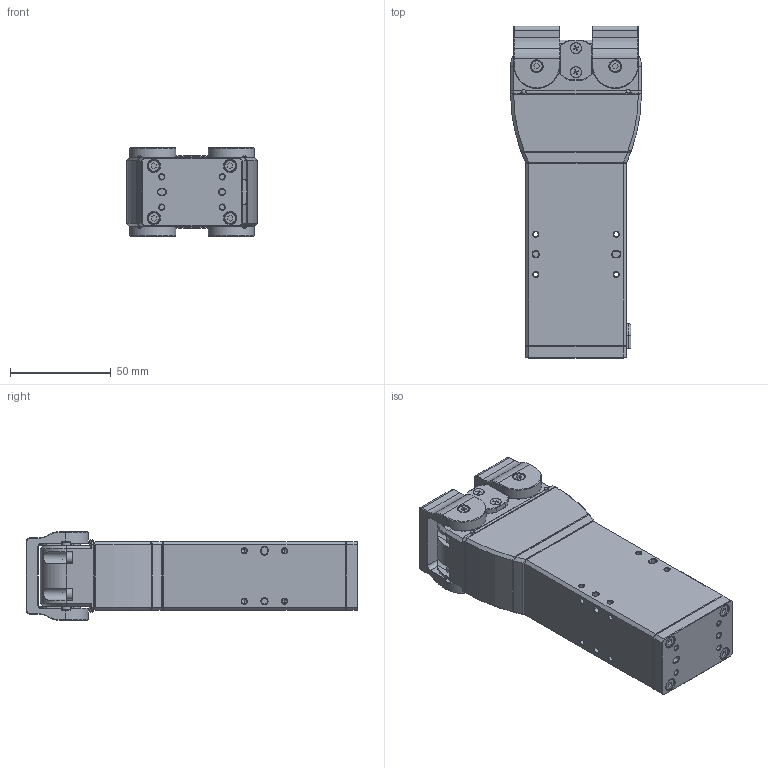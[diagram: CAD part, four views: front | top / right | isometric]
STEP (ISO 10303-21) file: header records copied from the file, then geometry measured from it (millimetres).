
FILE_DESCRIPTION (( 'STEP AP203' ), '1' );
FILE_NAME ('#211202#RM-MGBR-11-180-ITG 唅蛌倰峚倰標蛈.STEP', '2021-12-03T08:53:54', ( 'User' ), ( 'China' ), 'SwSTEP 2.0', 'SolidWorks 2019', '' );
FILE_SCHEMA (( 'CONFIG_CONTROL_DESIGN' ));
Length unit declared in the file: millimetre
Products named in the file (21): 11; GB／T 70．1-2000内六角圆柱头螺钉M3×16(8．8级); 5; 12; GB／T819．2-1986十字槽沉头螺钉22．5×6(8．8级); 6; 13; 15; 7; 14; #211202#RM-MGBR-11-180-ITG 唅蛌倰峚倰標蛈; 1_70mm; 8; GB／T819．2-1986十字槽沉头螺钉22×6(8．8级); 2; 9; GB／T 70．1-2000内六角圆柱头螺钉M2．5×6(8．8级); 3; 10; GB／T 70．1-2000内六角圆柱头螺钉M3×6(8．8级); 4
Assembly tree (60 placements, depth 2):
  #211202#RM-MGBR-11-180-ITG 唅蛌倰峚倰標蛈
    1_70mm
    2
    3
    4  x2
    5
    6
    7
    8  x2
    9  x2
    10  x2
    11  x2
    12
    13  x4
    14
    GB／T819．2-1986十字槽沉头螺钉22×6(8．8级)  x8
    GB／T 70．1-2000内六角圆柱头螺钉M2．5×6(8．8级)  x4
    GB／T 70．1-2000内六角圆柱头螺钉M3×6(8．8级)  x8
    GB／T 70．1-2000内六角圆柱头螺钉M3×16(8．8级)  x8
    GB／T819．2-1986十字槽沉头螺钉22．5×6(8．8级)  x8
    15  x2
Bounding box: 65 x 165 x 44 mm (x, y, z)
Volume: 124424.6 mm3; surface area: 89055.3 mm2
Topology: 60 solids, 60 shells, 2380 faces, 5361 edges, 3163 vertices
Faces by surface type: plane 988, cylinder 646, cone 576, torus 136, bspline 30, sphere 4
Entity records: 43919 total; most frequent: CARTESIAN_POINT 8542, DIRECTION 7051, ORIENTED_EDGE 6380, EDGE_CURVE 3190, AXIS2_PLACEMENT_3D 2650, VERTEX_POINT 1926, LINE 1751, VECTOR 1751
